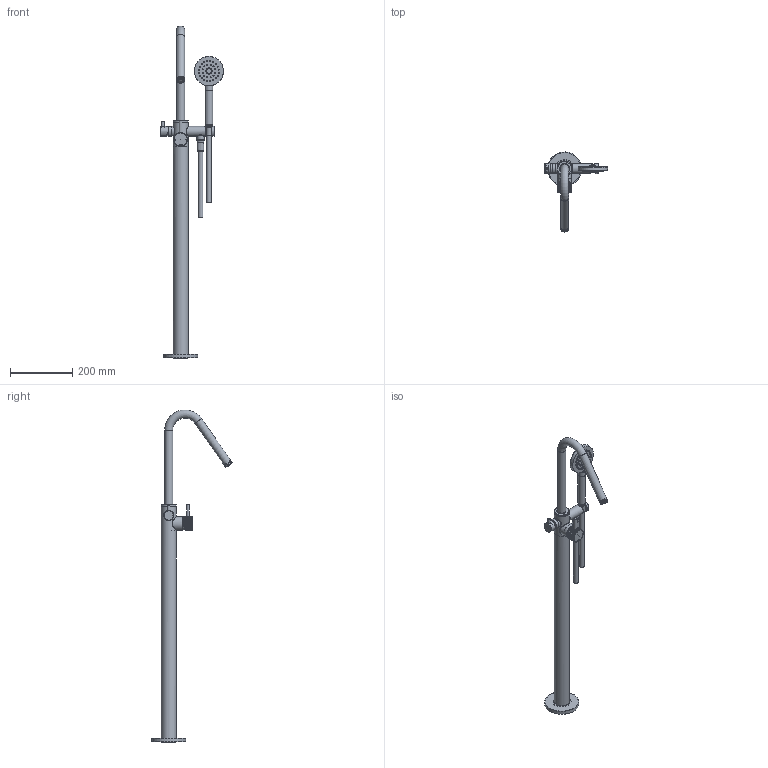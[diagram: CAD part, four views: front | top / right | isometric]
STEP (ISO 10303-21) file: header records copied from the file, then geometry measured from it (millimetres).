
FILE_DESCRIPTION(/* description */ ('Unknown'),/* implementation_level */ '2;1');
FILE_NAME(/* name */ 'GY077R-00',/* time_stamp */ '2024-12-16T16:32:25+01:00',/* author */ ('Unknown'),/* organization */ ('Unknown'),/* preprocessor_version */ 'ST-DEVELOPER v19.4',/* originating_system */ 'Solid Edge',/* authorisation */ 'Unknown');
FILE_SCHEMA (('AUTOMOTIVE_DESIGN {1 0 10303 214 3 1 1}'));
Products named in the file (34): GY077REXT-00; B002-03; CB077-18; CB177-004_oa_0; CB177-20; CB177-16; CB177-007.NZ25_oa_1; CB177-04; CB177-02; CB177-03; B077-18; CB177-32; GY077-003; GY077-03; B077-33; B077-001_oa_2; B077-27; B077-28; GY077-001_oa_3; GY077-01; B077-45; CB177-001_oa_4; L044-24; CB177-06; M355-00; DOCCIA-D94_2_SW0007; M352-002; CV15-01; M352-002-01; M352-002-02; M017-00; M015-00; CB177-003_oa_5; CB177-11
Assembly tree (33 placements, depth 4):
  GY077REXT-00
    B002-03
    CB077-18
    CB177-004_oa_0
      CB177-20
      CB177-16
    CB177-007.NZ25_oa_1
      CB177-04
      CB177-02
      CB177-03
      B077-18
    CB177-32
    GY077-003
      GY077-03
      B077-33
    B077-001_oa_2
      B077-27
    B077-28
    GY077-001_oa_3
      GY077-01
      B077-45
    CB177-001_oa_4
      L044-24
      CB177-06
    M355-00
      DOCCIA-D94_2_SW0007
      M352-002
        CV15-01
        M352-002-01
        M352-002-02
    M017-00
    M015-00
    CB177-003_oa_5
      CB177-11
Bounding box: 202.29 x 258.16 x 1064.02 mm (x, y, z)
Volume: 752518.8 mm3; surface area: 459120.4 mm2
Topology: 26 solids, 27 shells, 1676 faces, 4041 edges, 2535 vertices
Faces by surface type: plane 586, cylinder 454, bspline 345, torus 169, cone 113, sphere 9
Full cylindrical faces by diameter (mm): 0.7 x40, 2.534 x1, 2.838 x1, 3.2 x1, 3.3 x1, 4 x1, 4.2 x2, 4.865 x1, 5 x1, 6 x1, 6.081 x1, 6.2 x1, 7 x1, 7.5 x1, 8 x2, 8.1 x1, 8.2 x1, 9 x3, 9.324 x2, 9.932 x1, 9.934 x1, 10 x1, 10.2 x1, 10.5 x1, 12 x1, 12.162 x1, 12.336 x1, 13 x1, 13.682 x1, 14.613 x1
Entity records: 76016 total; most frequent: CARTESIAN_POINT 31072, ORIENTED_EDGE 7044, DIRECTION 6617, EDGE_CURVE 3522, AXIS2_PLACEMENT_3D 2734, VERTEX_POINT 2380, FACE_BOUND 2202, EDGE_LOOP 2195
